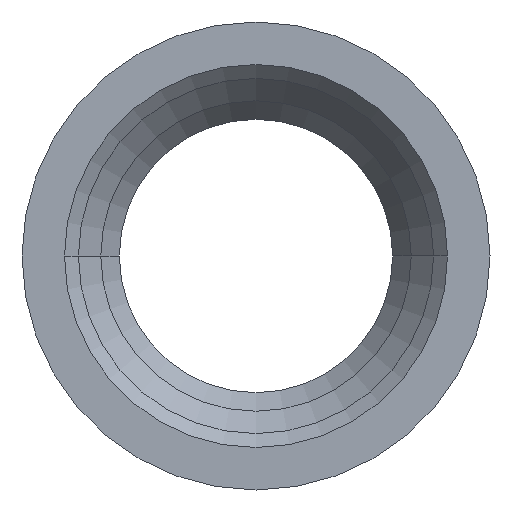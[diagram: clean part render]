
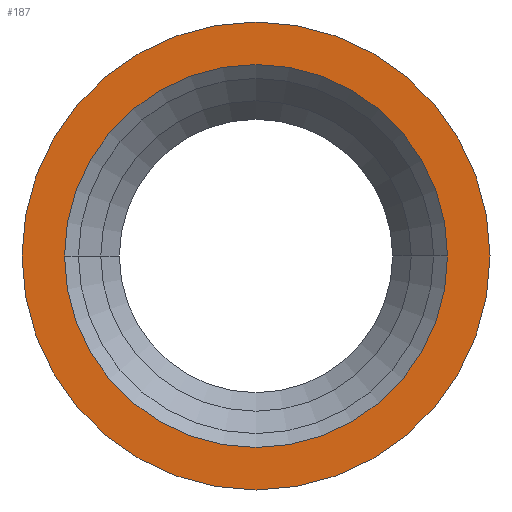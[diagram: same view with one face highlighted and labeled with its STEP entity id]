
A CAD part, left-side view. The second image highlights one B-rep face of the part: STEP entity #187.
In plain terms, the highlighted planar face has unit normal (-1, 0, 0).
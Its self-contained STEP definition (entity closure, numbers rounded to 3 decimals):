
#185 = EDGE_CURVE( '', #203, #303, #453, .T. );
#187 = ADVANCED_FACE( '', ( #455, #456 ), #457, .T. );
#203 = VERTEX_POINT( '', #475 );
#241 = EDGE_CURVE( '', #269, #249, #519, .T. );
#249 = VERTEX_POINT( '', #528 );
#261 = EDGE_CURVE( '', #249, #269, #540, .T. );
#269 = VERTEX_POINT( '', #548 );
#303 = VERTEX_POINT( '', #584 );
#309 = EDGE_CURVE( '', #303, #203, #592, .T. );
#453 = CIRCLE( '', #748, 128.9 );
#455 = FACE_BOUND( '', #750, .T. );
#456 = FACE_OUTER_BOUND( '', #751, .T. );
#457 = PLANE( '', #752 );
#475 = CARTESIAN_POINT( '', ( 0., 128.9, 0. ) );
#519 = CIRCLE( '', #838, 157.5 );
#528 = CARTESIAN_POINT( '', ( 0., -157.5, 0. ) );
#540 = CIRCLE( '', #866, 157.5 );
#548 = CARTESIAN_POINT( '', ( 0., 157.5, 0. ) );
#584 = CARTESIAN_POINT( '', ( 0., -128.9, 0. ) );
#592 = CIRCLE( '', #929, 128.9 );
#748 = AXIS2_PLACEMENT_3D( '', #1126, #1127, #1128 );
#750 = EDGE_LOOP( '', ( #1130, #1131 ) );
#751 = EDGE_LOOP( '', ( #1132, #1133 ) );
#752 = AXIS2_PLACEMENT_3D( '', #1134, #1135, #1136 );
#838 = AXIS2_PLACEMENT_3D( '', #1220, #1221, #1222 );
#866 = AXIS2_PLACEMENT_3D( '', #1243, #1244, #1245 );
#929 = AXIS2_PLACEMENT_3D( '', #1298, #1299, #1300 );
#1126 = CARTESIAN_POINT( '', ( 0., 0., 0. ) );
#1127 = DIRECTION( '', ( -1., 0., 0. ) );
#1128 = DIRECTION( '', ( 0., 1., 0. ) );
#1130 = ORIENTED_EDGE( '', *, *, #185, .F. );
#1131 = ORIENTED_EDGE( '', *, *, #309, .F. );
#1132 = ORIENTED_EDGE( '', *, *, #241, .T. );
#1133 = ORIENTED_EDGE( '', *, *, #261, .T. );
#1134 = CARTESIAN_POINT( '', ( 0., 143.2, 0. ) );
#1135 = DIRECTION( '', ( -1., 0., 0. ) );
#1136 = DIRECTION( '', ( 0., 1., 0. ) );
#1220 = CARTESIAN_POINT( '', ( 0., 0., 0. ) );
#1221 = DIRECTION( '', ( -1., 0., 0. ) );
#1222 = DIRECTION( '', ( 0., 1., 0. ) );
#1243 = CARTESIAN_POINT( '', ( 0., 0., 0. ) );
#1244 = DIRECTION( '', ( -1., 0., 0. ) );
#1245 = DIRECTION( '', ( 0., 1., 0. ) );
#1298 = CARTESIAN_POINT( '', ( 0., 0., 0. ) );
#1299 = DIRECTION( '', ( -1., 0., 0. ) );
#1300 = DIRECTION( '', ( 0., 1., 0. ) );
